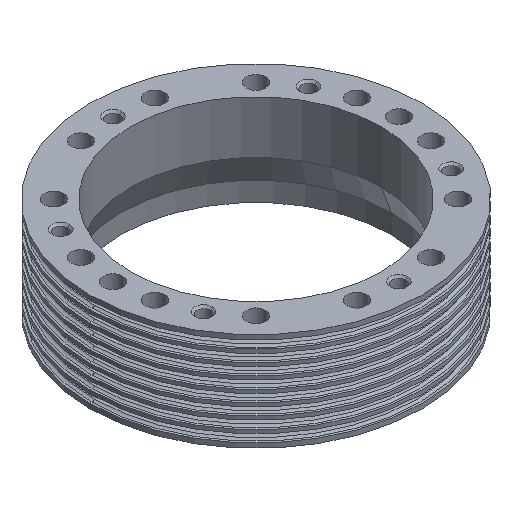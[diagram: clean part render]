
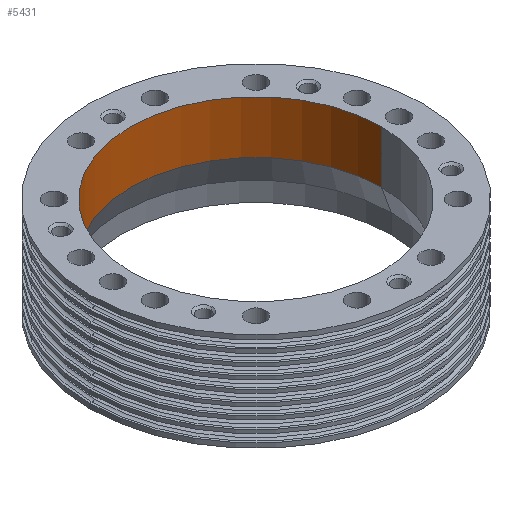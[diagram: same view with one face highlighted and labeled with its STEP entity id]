
A CAD part, isometric view. The second image highlights one B-rep face of the part: STEP entity #5431.
In plain terms, the highlighted cylindrical face has radius 130 mm (diameter 260 mm), a partial arc.
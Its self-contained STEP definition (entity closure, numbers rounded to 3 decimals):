
#27 = EDGE_CURVE ( 'NONE', #3852, #1535, #5370, .T. ) ;
#428 = VECTOR ( 'NONE', #1736, 1000. ) ;
#430 = DIRECTION ( 'NONE',  ( 0., 0., 1. ) ) ;
#777 = CARTESIAN_POINT ( 'NONE',  ( 130., 0., 0. ) ) ;
#918 = CARTESIAN_POINT ( 'NONE',  ( 0., 0., 0. ) ) ;
#1328 = DIRECTION ( 'NONE',  ( 0., 0., 1. ) ) ;
#1330 = DIRECTION ( 'NONE',  ( 0., 0., 1. ) ) ;
#1377 = LINE ( 'NONE', #3197, #428 ) ;
#1535 = VERTEX_POINT ( 'NONE', #4583 ) ;
#1615 = EDGE_CURVE ( 'NONE', #1535, #3084, #1377, .T. ) ;
#1736 = DIRECTION ( 'NONE',  ( 0., 0., 1. ) ) ;
#1738 = ORIENTED_EDGE ( 'NONE', *, *, #3667, .T. ) ;
#2007 = CARTESIAN_POINT ( 'NONE',  ( 130., 0., 47.475 ) ) ;
#2220 = ORIENTED_EDGE ( 'NONE', *, *, #1615, .F. ) ;
#2293 = CYLINDRICAL_SURFACE ( 'NONE', #4008, 130. ) ;
#2491 = ORIENTED_EDGE ( 'NONE', *, *, #6094, .T. ) ;
#2885 = FACE_OUTER_BOUND ( 'NONE', #5682, .T. ) ;
#3009 = CARTESIAN_POINT ( 'NONE',  ( 0., 0., 102. ) ) ;
#3067 = VECTOR ( 'NONE', #3675, 1000. ) ;
#3082 = CARTESIAN_POINT ( 'NONE',  ( 0., 0., 47.475 ) ) ;
#3084 = VERTEX_POINT ( 'NONE', #5826 ) ;
#3197 = CARTESIAN_POINT ( 'NONE',  ( -130., 0., 0. ) ) ;
#3272 = DIRECTION ( 'NONE',  ( 1., 0., 0. ) ) ;
#3667 = EDGE_CURVE ( 'NONE', #3852, #6137, #5489, .T. ) ;
#3675 = DIRECTION ( 'NONE',  ( 0., 0., 1. ) ) ;
#3801 = AXIS2_PLACEMENT_3D ( 'NONE', #3082, #1328, #5273 ) ;
#3852 = VERTEX_POINT ( 'NONE', #2007 ) ;
#3955 = CIRCLE ( 'NONE', #5300, 130. ) ;
#4008 = AXIS2_PLACEMENT_3D ( 'NONE', #918, #1330, #3272 ) ;
#4095 = CARTESIAN_POINT ( 'NONE',  ( 130., 0., 102. ) ) ;
#4583 = CARTESIAN_POINT ( 'NONE',  ( -130., 0., 47.475 ) ) ;
#4621 = ORIENTED_EDGE ( 'NONE', *, *, #27, .F. ) ;
#4848 = DIRECTION ( 'NONE',  ( 1., 0., 0. ) ) ;
#5273 = DIRECTION ( 'NONE',  ( 1., 0., 0. ) ) ;
#5300 = AXIS2_PLACEMENT_3D ( 'NONE', #3009, #430, #4848 ) ;
#5370 = CIRCLE ( 'NONE', #3801, 130. ) ;
#5431 = ADVANCED_FACE ( 'NONE', ( #2885 ), #2293, .F. ) ;
#5489 = LINE ( 'NONE', #777, #3067 ) ;
#5682 = EDGE_LOOP ( 'NONE', ( #2220, #4621, #1738, #2491 ) ) ;
#5826 = CARTESIAN_POINT ( 'NONE',  ( -130., 0., 102. ) ) ;
#6094 = EDGE_CURVE ( 'NONE', #6137, #3084, #3955, .T. ) ;
#6137 = VERTEX_POINT ( 'NONE', #4095 ) ;
